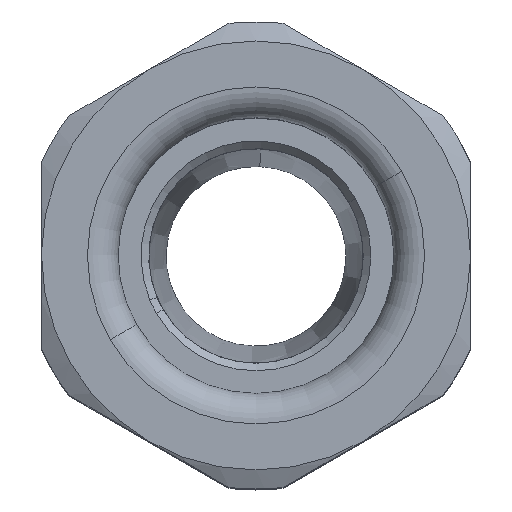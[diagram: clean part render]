
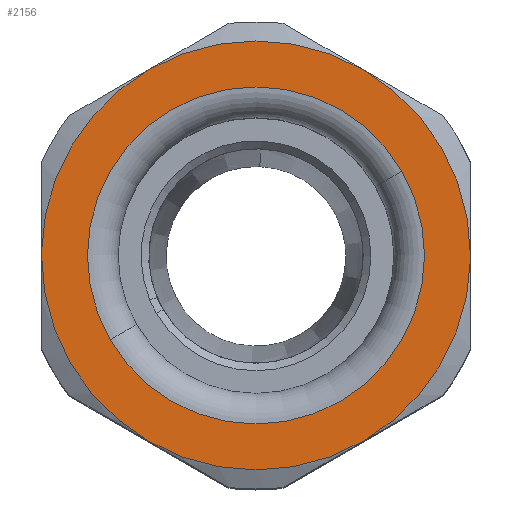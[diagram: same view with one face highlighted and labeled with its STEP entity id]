
A CAD part, top view. The second image highlights one B-rep face of the part: STEP entity #2156.
In plain terms, the highlighted planar face has unit normal (0, 0, 1).
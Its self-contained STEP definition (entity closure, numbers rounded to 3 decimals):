
#1935=AXIS2_PLACEMENT_3D('Circle Axis2P3D',#1933,#1934,$) ;
#1974=AXIS2_PLACEMENT_3D('Circle Axis2P3D',#1972,#1973,$) ;
#1988=AXIS2_PLACEMENT_3D('Circle Axis2P3D',#1986,#1987,$) ;
#2001=AXIS2_PLACEMENT_3D('Circle Axis2P3D',#1999,#2000,$) ;
#2014=AXIS2_PLACEMENT_3D('Circle Axis2P3D',#2012,#2013,$) ;
#2028=AXIS2_PLACEMENT_3D('Circle Axis2P3D',#2026,#2027,$) ;
#2047=AXIS2_PLACEMENT_3D('Circle Axis2P3D',#2045,#2046,$) ;
#2126=AXIS2_PLACEMENT_3D('Plane Axis2P3D',#2123,#2124,#2125) ;
#2140=AXIS2_PLACEMENT_3D('Circle Axis2P3D',#2138,#2139,$) ;
#2149=AXIS2_PLACEMENT_3D('Circle Axis2P3D',#2147,#2148,$) ;
#1411=CARTESIAN_POINT('Vertex',(0.,15.25,51.75)) ;
#1470=CARTESIAN_POINT('Vertex',(7.,3.126,51.75)) ;
#1560=CARTESIAN_POINT('Vertex',(7.,27.374,51.75)) ;
#1620=CARTESIAN_POINT('Vertex',(21.,27.374,51.75)) ;
#1680=CARTESIAN_POINT('Vertex',(28.,15.25,51.75)) ;
#1773=CARTESIAN_POINT('Vertex',(21.,3.126,51.75)) ;
#1933=CARTESIAN_POINT('Axis2P3D Location',(14.,15.25,51.75)) ;
#1948=CARTESIAN_POINT('Control Point',(0.,15.25,51.75)) ;
#1949=CARTESIAN_POINT('Control Point',(0.,15.36,51.75)) ;
#1950=CARTESIAN_POINT('Control Point',(0.001,15.47,51.75)) ;
#1951=CARTESIAN_POINT('Control Point',(0.004,15.58,51.75)) ;
#1952=CARTESIAN_POINT('Vertex',(0.004,15.58,51.75)) ;
#1972=CARTESIAN_POINT('Axis2P3D Location',(14.,15.25,51.75)) ;
#1986=CARTESIAN_POINT('Axis2P3D Location',(14.,15.25,51.75)) ;
#1999=CARTESIAN_POINT('Axis2P3D Location',(14.,15.25,51.75)) ;
#2012=CARTESIAN_POINT('Axis2P3D Location',(14.,15.25,51.75)) ;
#2026=CARTESIAN_POINT('Axis2P3D Location',(14.,15.25,51.75)) ;
#2030=CARTESIAN_POINT('Vertex',(27.996,14.92,51.75)) ;
#2045=CARTESIAN_POINT('Axis2P3D Location',(14.,15.25,51.75)) ;
#2123=CARTESIAN_POINT('Axis2P3D Location',(14.,15.25,51.75)) ;
#2138=CARTESIAN_POINT('Axis2P3D Location',(14.,15.25,51.75)) ;
#2142=CARTESIAN_POINT('Vertex',(23.526,20.75,51.75)) ;
#2144=CARTESIAN_POINT('Vertex',(4.474,9.75,51.75)) ;
#2147=CARTESIAN_POINT('Axis2P3D Location',(14.,15.25,51.75)) ;
#1934=DIRECTION('Axis2P3D Direction',(0.,0.,-1.)) ;
#1973=DIRECTION('Axis2P3D Direction',(0.,0.,-1.)) ;
#1987=DIRECTION('Axis2P3D Direction',(0.,0.,-1.)) ;
#2000=DIRECTION('Axis2P3D Direction',(0.,0.,-1.)) ;
#2013=DIRECTION('Axis2P3D Direction',(0.,0.,-1.)) ;
#2027=DIRECTION('Axis2P3D Direction',(0.,0.,-1.)) ;
#2046=DIRECTION('Axis2P3D Direction',(0.,0.,-1.)) ;
#2124=DIRECTION('Axis2P3D Direction',(0.,0.,-1.)) ;
#2125=DIRECTION('Axis2P3D XDirection',(0.866,0.5,0.)) ;
#2139=DIRECTION('Axis2P3D Direction',(0.,0.,-1.)) ;
#2148=DIRECTION('Axis2P3D Direction',(0.,0.,-1.)) ;
#2129=ORIENTED_EDGE('',*,*,#1990,.T.) ;
#2130=ORIENTED_EDGE('',*,*,#2049,.T.) ;
#2131=ORIENTED_EDGE('',*,*,#2032,.T.) ;
#2132=ORIENTED_EDGE('',*,*,#2016,.T.) ;
#2133=ORIENTED_EDGE('',*,*,#2003,.T.) ;
#2134=ORIENTED_EDGE('',*,*,#1976,.T.) ;
#2135=ORIENTED_EDGE('',*,*,#1954,.T.) ;
#2136=ORIENTED_EDGE('',*,*,#1937,.T.) ;
#2153=ORIENTED_EDGE('',*,*,#2146,.F.) ;
#2154=ORIENTED_EDGE('',*,*,#2151,.F.) ;
#2155=FACE_BOUND('',#2152,.T.) ;
#2156=ADVANCED_FACE('Part1.1\\Koerper.2',(#2137,#2155),#2127,.F.) ;
#1947=B_SPLINE_CURVE_WITH_KNOTS('',3,(#1948,#1949,#1950,#1951),.UNSPECIFIED.,.F.,.U.,(4,4),(-1.18,1.18),.UNSPECIFIED.) ;
#1936=CIRCLE('generated circle',#1935,14.) ;
#1975=CIRCLE('generated circle',#1974,14.) ;
#1989=CIRCLE('generated circle',#1988,14.) ;
#2002=CIRCLE('generated circle',#2001,14.) ;
#2015=CIRCLE('generated circle',#2014,14.) ;
#2029=CIRCLE('generated circle',#2028,14.) ;
#2048=CIRCLE('generated circle',#2047,14.) ;
#2141=CIRCLE('generated circle',#2140,11.) ;
#2150=CIRCLE('generated circle',#2149,11.) ;
#1937=EDGE_CURVE('',#1412,#1471,#1936,.F.) ;
#1954=EDGE_CURVE('',#1953,#1412,#1947,.F.) ;
#1976=EDGE_CURVE('',#1561,#1953,#1975,.F.) ;
#1990=EDGE_CURVE('',#1471,#1774,#1989,.F.) ;
#2003=EDGE_CURVE('',#1621,#1561,#2002,.F.) ;
#2016=EDGE_CURVE('',#1681,#1621,#2015,.F.) ;
#2032=EDGE_CURVE('',#2031,#1681,#2029,.F.) ;
#2049=EDGE_CURVE('',#1774,#2031,#2048,.F.) ;
#2146=EDGE_CURVE('',#2143,#2145,#2141,.F.) ;
#2151=EDGE_CURVE('',#2145,#2143,#2150,.F.) ;
#2128=EDGE_LOOP('',(#2129,#2130,#2131,#2132,#2133,#2134,#2135,#2136)) ;
#2152=EDGE_LOOP('',(#2153,#2154)) ;
#2137=FACE_OUTER_BOUND('',#2128,.T.) ;
#2127=PLANE('',#2126) ;
#1412=VERTEX_POINT('',#1411) ;
#1471=VERTEX_POINT('',#1470) ;
#1561=VERTEX_POINT('',#1560) ;
#1621=VERTEX_POINT('',#1620) ;
#1681=VERTEX_POINT('',#1680) ;
#1774=VERTEX_POINT('',#1773) ;
#1953=VERTEX_POINT('',#1952) ;
#2031=VERTEX_POINT('',#2030) ;
#2143=VERTEX_POINT('',#2142) ;
#2145=VERTEX_POINT('',#2144) ;
